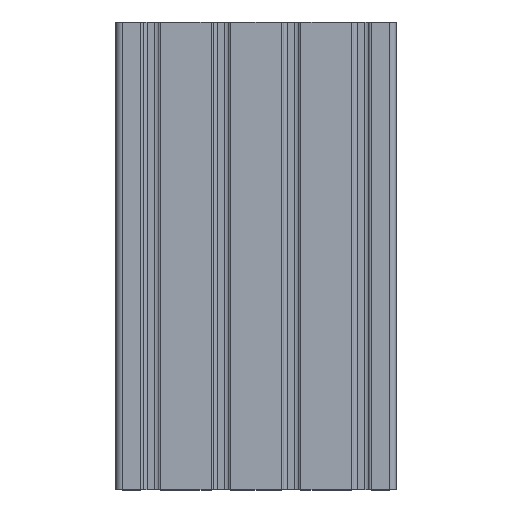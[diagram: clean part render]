
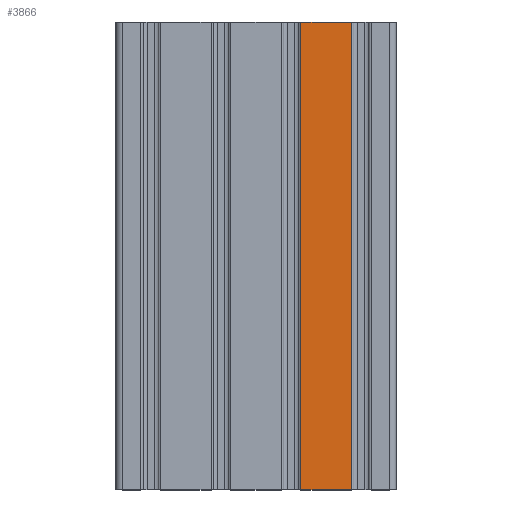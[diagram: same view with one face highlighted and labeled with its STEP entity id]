
A CAD part, top view. The second image highlights one B-rep face of the part: STEP entity #3866.
In plain terms, the highlighted planar face has unit normal (0, 0, 1).
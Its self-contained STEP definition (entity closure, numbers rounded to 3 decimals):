
#220 = CARTESIAN_POINT ( 'NONE',  ( 19.175, 0., 15. ) ) ;
#289 = EDGE_CURVE ( 'NONE', #4176, #1697, #6880, .T. ) ;
#463 = VECTOR ( 'NONE', #5524, 1000. ) ;
#869 = CARTESIAN_POINT ( 'NONE',  ( 0., 200., 15. ) ) ;
#1068 = CARTESIAN_POINT ( 'NONE',  ( 19.175, 0., 15. ) ) ;
#1117 = VECTOR ( 'NONE', #6094, 1000. ) ;
#1137 = CARTESIAN_POINT ( 'NONE',  ( 19.175, 0., 15. ) ) ;
#1163 = CARTESIAN_POINT ( 'NONE',  ( 19.175, 0., 15. ) ) ;
#1426 = AXIS2_PLACEMENT_3D ( 'NONE', #1068, #1669, #6289 ) ;
#1669 = DIRECTION ( 'NONE',  ( 0., 0., 1. ) ) ;
#1697 = VERTEX_POINT ( 'NONE', #220 ) ;
#1838 = LINE ( 'NONE', #1163, #7114 ) ;
#1842 = VERTEX_POINT ( 'NONE', #3322 ) ;
#1915 = LINE ( 'NONE', #4383, #463 ) ;
#2007 = ORIENTED_EDGE ( 'NONE', *, *, #3105, .T. ) ;
#2152 = EDGE_CURVE ( 'NONE', #1697, #2904, #1838, .T. ) ;
#2211 = PLANE ( 'NONE',  #1426 ) ;
#2411 = CARTESIAN_POINT ( 'NONE',  ( 19.175, 200., 15. ) ) ;
#2679 = ORIENTED_EDGE ( 'NONE', *, *, #6446, .F. ) ;
#2904 = VERTEX_POINT ( 'NONE', #4763 ) ;
#2988 = FACE_OUTER_BOUND ( 'NONE', #5852, .T. ) ;
#3105 = EDGE_CURVE ( 'NONE', #2904, #1842, #1915, .T. ) ;
#3322 = CARTESIAN_POINT ( 'NONE',  ( 40.825, 200., 15. ) ) ;
#3635 = DIRECTION ( 'NONE',  ( 1., 0., 0. ) ) ;
#3866 = ADVANCED_FACE ( 'NONE', ( #2988 ), #2211, .T. ) ;
#4176 = VERTEX_POINT ( 'NONE', #2411 ) ;
#4202 = LINE ( 'NONE', #869, #1117 ) ;
#4383 = CARTESIAN_POINT ( 'NONE',  ( 40.825, 0., 15. ) ) ;
#4422 = VECTOR ( 'NONE', #5228, 1000. ) ;
#4763 = CARTESIAN_POINT ( 'NONE',  ( 40.825, 0., 15. ) ) ;
#5228 = DIRECTION ( 'NONE',  ( 0., -1., 0. ) ) ;
#5524 = DIRECTION ( 'NONE',  ( 0., 1., 0. ) ) ;
#5638 = ORIENTED_EDGE ( 'NONE', *, *, #2152, .T. ) ;
#5852 = EDGE_LOOP ( 'NONE', ( #5638, #2007, #2679, #7145 ) ) ;
#6094 = DIRECTION ( 'NONE',  ( 1., 0., 0. ) ) ;
#6289 = DIRECTION ( 'NONE',  ( 1., 0., 0. ) ) ;
#6446 = EDGE_CURVE ( 'NONE', #4176, #1842, #4202, .T. ) ;
#6880 = LINE ( 'NONE', #1137, #4422 ) ;
#7114 = VECTOR ( 'NONE', #3635, 1000. ) ;
#7145 = ORIENTED_EDGE ( 'NONE', *, *, #289, .T. ) ;
